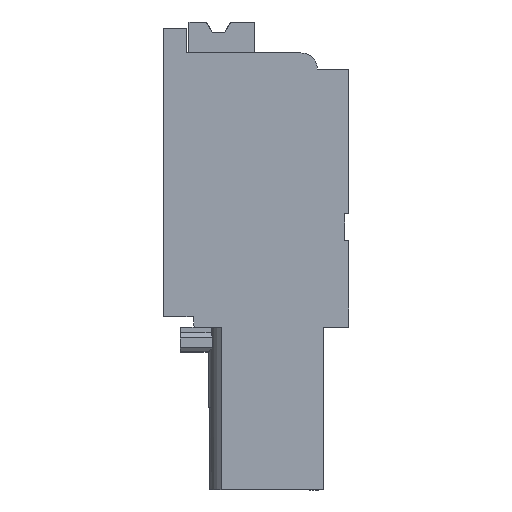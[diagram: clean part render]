
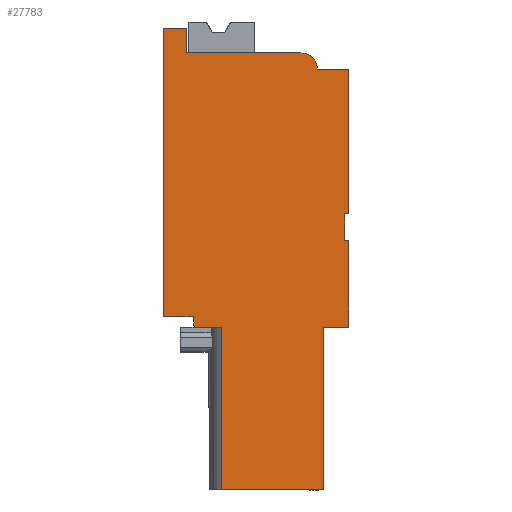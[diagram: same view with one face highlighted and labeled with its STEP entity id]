
A CAD part, left-side view. The second image highlights one B-rep face of the part: STEP entity #27783.
In plain terms, the highlighted planar face has unit normal (-1, 0, 0).
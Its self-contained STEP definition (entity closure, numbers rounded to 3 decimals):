
#5459=AXIS2_PLACEMENT_3D('Circle Axis2P3D',#5457,#5458,$) ;
#27756=AXIS2_PLACEMENT_3D('Plane Axis2P3D',#27753,#27754,#27755) ;
#40=CARTESIAN_POINT('Vertex',(0.,0.,13.4)) ;
#45=CARTESIAN_POINT('Line Origine',(0.,0.1,13.4)) ;
#49=CARTESIAN_POINT('Vertex',(0.,0.2,13.4)) ;
#83=CARTESIAN_POINT('Line Origine',(0.,0.2,12.75)) ;
#87=CARTESIAN_POINT('Vertex',(0.,0.2,12.1)) ;
#107=CARTESIAN_POINT('Line Origine',(0.,0.1,12.1)) ;
#111=CARTESIAN_POINT('Vertex',(0.,0.,12.1)) ;
#138=CARTESIAN_POINT('Line Origine',(0.,0.,10.)) ;
#142=CARTESIAN_POINT('Vertex',(0.,0.,7.9)) ;
#1444=CARTESIAN_POINT('Line Origine',(0.,0.612,7.9)) ;
#1448=CARTESIAN_POINT('Vertex',(0.,1.224,7.9)) ;
#2246=CARTESIAN_POINT('Line Origine',(0.,1.224,3.95)) ;
#2250=CARTESIAN_POINT('Vertex',(0.,1.224,0.)) ;
#4028=CARTESIAN_POINT('Line Origine',(0.,3.706,0.)) ;
#4032=CARTESIAN_POINT('Vertex',(0.,6.187,0.)) ;
#5454=CARTESIAN_POINT('Vertex',(0.,2.325,21.2)) ;
#5457=CARTESIAN_POINT('Axis2P3D Location',(0.,2.325,20.4)) ;
#5461=CARTESIAN_POINT('Vertex',(0.,1.525,20.4)) ;
#5636=CARTESIAN_POINT('Line Origine',(0.,5.087,21.2)) ;
#5640=CARTESIAN_POINT('Vertex',(0.,7.85,21.2)) ;
#7122=CARTESIAN_POINT('Line Origine',(0.,7.85,21.8)) ;
#7126=CARTESIAN_POINT('Vertex',(0.,7.85,22.4)) ;
#7153=CARTESIAN_POINT('Line Origine',(0.,8.425,22.4)) ;
#7157=CARTESIAN_POINT('Vertex',(0.,9.,22.4)) ;
#7184=CARTESIAN_POINT('Line Origine',(0.,9.,15.4)) ;
#7188=CARTESIAN_POINT('Vertex',(0.,9.,8.4)) ;
#7691=CARTESIAN_POINT('Line Origine',(0.,8.272,8.4)) ;
#7695=CARTESIAN_POINT('Vertex',(0.,7.545,8.4)) ;
#7994=CARTESIAN_POINT('Vertex',(0.,7.501,7.9)) ;
#7997=CARTESIAN_POINT('Line Origine',(0.,7.523,8.15)) ;
#8089=CARTESIAN_POINT('Vertex',(0.,6.187,7.9)) ;
#8092=CARTESIAN_POINT('Line Origine',(0.,6.844,7.9)) ;
#23301=CARTESIAN_POINT('Line Origine',(0.,0.762,20.4)) ;
#23305=CARTESIAN_POINT('Vertex',(0.,0.,20.4)) ;
#26251=CARTESIAN_POINT('Line Origine',(0.,6.187,3.95)) ;
#27753=CARTESIAN_POINT('Axis2P3D Location',(0.,0.,0.)) ;
#27758=CARTESIAN_POINT('Line Origine',(0.,0.,16.9)) ;
#46=DIRECTION('Vector Direction',(0.,1.,0.)) ;
#84=DIRECTION('Vector Direction',(0.,0.,1.)) ;
#108=DIRECTION('Vector Direction',(0.,-1.,0.)) ;
#139=DIRECTION('Vector Direction',(0.,0.,1.)) ;
#1445=DIRECTION('Vector Direction',(0.,1.,0.)) ;
#2247=DIRECTION('Vector Direction',(0.,0.,1.)) ;
#4029=DIRECTION('Vector Direction',(0.,-1.,0.)) ;
#5458=DIRECTION('Axis2P3D Direction',(-1.,-0.,0.)) ;
#5637=DIRECTION('Vector Direction',(0.,-1.,0.)) ;
#7123=DIRECTION('Vector Direction',(0.,0.,-1.)) ;
#7154=DIRECTION('Vector Direction',(0.,-1.,0.)) ;
#7185=DIRECTION('Vector Direction',(0.,0.,1.)) ;
#7692=DIRECTION('Vector Direction',(0.,-1.,0.)) ;
#7998=DIRECTION('Vector Direction',(0.,0.087,0.996)) ;
#8093=DIRECTION('Vector Direction',(0.,1.,0.)) ;
#23302=DIRECTION('Vector Direction',(0.,-1.,0.)) ;
#26252=DIRECTION('Vector Direction',(0.,0.,1.)) ;
#27754=DIRECTION('Axis2P3D Direction',(-1.,0.,0.)) ;
#27755=DIRECTION('Axis2P3D XDirection',(0.,0.,1.)) ;
#27759=DIRECTION('Vector Direction',(0.,0.,1.)) ;
#47=VECTOR('Line Direction',#46,1.) ;
#85=VECTOR('Line Direction',#84,1.) ;
#109=VECTOR('Line Direction',#108,1.) ;
#140=VECTOR('Line Direction',#139,1.) ;
#1446=VECTOR('Line Direction',#1445,1.) ;
#2248=VECTOR('Line Direction',#2247,1.) ;
#4030=VECTOR('Line Direction',#4029,1.) ;
#5638=VECTOR('Line Direction',#5637,1.) ;
#7124=VECTOR('Line Direction',#7123,1.) ;
#7155=VECTOR('Line Direction',#7154,1.) ;
#7186=VECTOR('Line Direction',#7185,1.) ;
#7693=VECTOR('Line Direction',#7692,1.) ;
#7999=VECTOR('Line Direction',#7998,1.) ;
#8094=VECTOR('Line Direction',#8093,1.) ;
#23303=VECTOR('Line Direction',#23302,1.) ;
#26253=VECTOR('Line Direction',#26252,1.) ;
#27760=VECTOR('Line Direction',#27759,1.) ;
#27764=ORIENTED_EDGE('',*,*,#27762,.T.) ;
#27765=ORIENTED_EDGE('',*,*,#23307,.T.) ;
#27766=ORIENTED_EDGE('',*,*,#5463,.T.) ;
#27767=ORIENTED_EDGE('',*,*,#5642,.T.) ;
#27768=ORIENTED_EDGE('',*,*,#7128,.T.) ;
#27769=ORIENTED_EDGE('',*,*,#7159,.T.) ;
#27770=ORIENTED_EDGE('',*,*,#7190,.T.) ;
#27771=ORIENTED_EDGE('',*,*,#7697,.T.) ;
#27772=ORIENTED_EDGE('',*,*,#8001,.T.) ;
#27773=ORIENTED_EDGE('',*,*,#8096,.T.) ;
#27774=ORIENTED_EDGE('',*,*,#26255,.F.) ;
#27775=ORIENTED_EDGE('',*,*,#4034,.T.) ;
#27776=ORIENTED_EDGE('',*,*,#2252,.T.) ;
#27777=ORIENTED_EDGE('',*,*,#1450,.T.) ;
#27778=ORIENTED_EDGE('',*,*,#144,.T.) ;
#27779=ORIENTED_EDGE('',*,*,#113,.T.) ;
#27780=ORIENTED_EDGE('',*,*,#89,.T.) ;
#27781=ORIENTED_EDGE('',*,*,#51,.T.) ;
#27783=ADVANCED_FACE('HOUSING',(#27782),#27757,.T.) ;
#5460=CIRCLE('generated circle',#5459,0.8) ;
#51=EDGE_CURVE('',#50,#41,#48,.F.) ;
#89=EDGE_CURVE('',#88,#50,#86,.T.) ;
#113=EDGE_CURVE('',#112,#88,#110,.F.) ;
#144=EDGE_CURVE('',#143,#112,#141,.T.) ;
#1450=EDGE_CURVE('',#1449,#143,#1447,.F.) ;
#2252=EDGE_CURVE('',#2251,#1449,#2249,.T.) ;
#4034=EDGE_CURVE('',#4033,#2251,#4031,.T.) ;
#5463=EDGE_CURVE('',#5462,#5455,#5460,.T.) ;
#5642=EDGE_CURVE('',#5455,#5641,#5639,.F.) ;
#7128=EDGE_CURVE('',#5641,#7127,#7125,.F.) ;
#7159=EDGE_CURVE('',#7127,#7158,#7156,.F.) ;
#7190=EDGE_CURVE('',#7158,#7189,#7187,.F.) ;
#7697=EDGE_CURVE('',#7189,#7696,#7694,.T.) ;
#8001=EDGE_CURVE('',#7696,#7995,#8000,.F.) ;
#8096=EDGE_CURVE('',#7995,#8090,#8095,.F.) ;
#23307=EDGE_CURVE('',#23306,#5462,#23304,.F.) ;
#26255=EDGE_CURVE('',#4033,#8090,#26254,.T.) ;
#27762=EDGE_CURVE('',#41,#23306,#27761,.T.) ;
#27763=EDGE_LOOP('',(#27764,#27765,#27766,#27767,#27768,#27769,#27770,#27771,#27772,#27773,#27774,#27775,#27776,#27777,#27778,#27779,#27780,#27781)) ;
#27782=FACE_OUTER_BOUND('',#27763,.T.) ;
#48=LINE('Line',#45,#47) ;
#86=LINE('Line',#83,#85) ;
#110=LINE('Line',#107,#109) ;
#141=LINE('Line',#138,#140) ;
#1447=LINE('Line',#1444,#1446) ;
#2249=LINE('Line',#2246,#2248) ;
#4031=LINE('Line',#4028,#4030) ;
#5639=LINE('Line',#5636,#5638) ;
#7125=LINE('Line',#7122,#7124) ;
#7156=LINE('Line',#7153,#7155) ;
#7187=LINE('Line',#7184,#7186) ;
#7694=LINE('Line',#7691,#7693) ;
#8000=LINE('Line',#7997,#7999) ;
#8095=LINE('Line',#8092,#8094) ;
#23304=LINE('Line',#23301,#23303) ;
#26254=LINE('Line',#26251,#26253) ;
#27761=LINE('Line',#27758,#27760) ;
#27757=PLANE('',#27756) ;
#41=VERTEX_POINT('',#40) ;
#50=VERTEX_POINT('',#49) ;
#88=VERTEX_POINT('',#87) ;
#112=VERTEX_POINT('',#111) ;
#143=VERTEX_POINT('',#142) ;
#1449=VERTEX_POINT('',#1448) ;
#2251=VERTEX_POINT('',#2250) ;
#4033=VERTEX_POINT('',#4032) ;
#5455=VERTEX_POINT('',#5454) ;
#5462=VERTEX_POINT('',#5461) ;
#5641=VERTEX_POINT('',#5640) ;
#7127=VERTEX_POINT('',#7126) ;
#7158=VERTEX_POINT('',#7157) ;
#7189=VERTEX_POINT('',#7188) ;
#7696=VERTEX_POINT('',#7695) ;
#7995=VERTEX_POINT('',#7994) ;
#8090=VERTEX_POINT('',#8089) ;
#23306=VERTEX_POINT('',#23305) ;
